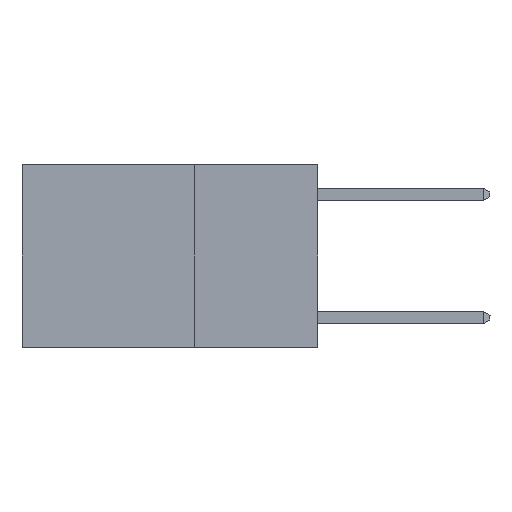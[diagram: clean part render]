
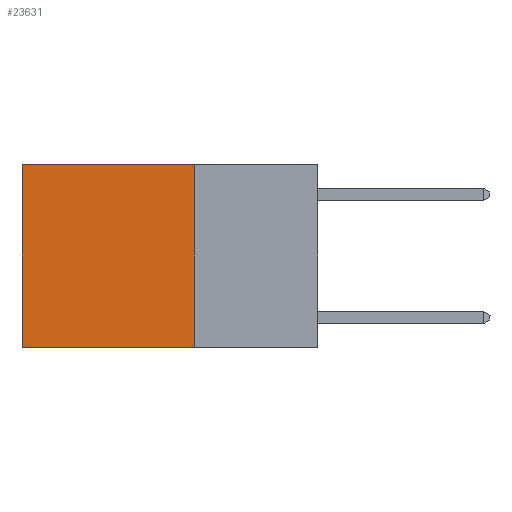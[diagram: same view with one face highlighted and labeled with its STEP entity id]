
A CAD part, left-side view. The second image highlights one B-rep face of the part: STEP entity #23631.
In plain terms, the highlighted planar face has unit normal (-1, 0, 0).
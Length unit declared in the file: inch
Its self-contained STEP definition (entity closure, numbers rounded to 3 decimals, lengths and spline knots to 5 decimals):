
#1516 = DIRECTION ( 'NONE',  ( 0., 0., -1. ) ) ;
#1772 = VECTOR ( 'NONE', #2563, 39.37008 ) ;
#2095 = EDGE_CURVE ( 'NONE', #11380, #14090, #17858, .T. ) ;
#2540 = LINE ( 'NONE', #24213, #1772 ) ;
#2563 = DIRECTION ( 'NONE',  ( 0., 0., -1. ) ) ;
#4420 = CARTESIAN_POINT ( 'NONE',  ( 0.2625, 0.25, 0. ) ) ;
#4603 = VECTOR ( 'NONE', #13084, 39.37008 ) ;
#5526 = AXIS2_PLACEMENT_3D ( 'NONE', #4420, #26051, #11665 ) ;
#7224 = LINE ( 'NONE', #13501, #19305 ) ;
#9963 = CARTESIAN_POINT ( 'NONE',  ( 0.2625, 0.25, -0.37 ) ) ;
#11380 = VERTEX_POINT ( 'NONE', #21542 ) ;
#11665 = DIRECTION ( 'NONE',  ( 0., 0., -1. ) ) ;
#13084 = DIRECTION ( 'NONE',  ( 0., 1., 0. ) ) ;
#13501 = CARTESIAN_POINT ( 'NONE',  ( 0.2625, 0.6, 0. ) ) ;
#14090 = VERTEX_POINT ( 'NONE', #26446 ) ;
#14162 = EDGE_CURVE ( 'NONE', #11380, #26620, #2540, .T. ) ;
#15054 = CARTESIAN_POINT ( 'NONE',  ( 0.2625, 0.6, -0.37 ) ) ;
#16644 = ORIENTED_EDGE ( 'NONE', *, *, #26995, .F. ) ;
#17858 = LINE ( 'NONE', #25145, #29763 ) ;
#19305 = VECTOR ( 'NONE', #1516, 39.37008 ) ;
#20894 = ORIENTED_EDGE ( 'NONE', *, *, #14162, .F. ) ;
#21542 = CARTESIAN_POINT ( 'NONE',  ( 0.2625, 0.25, 0. ) ) ;
#22747 = DIRECTION ( 'NONE',  ( 0., 1., 0. ) ) ;
#23236 = VERTEX_POINT ( 'NONE', #15054 ) ;
#23628 = ORIENTED_EDGE ( 'NONE', *, *, #2095, .T. ) ;
#23631 = ADVANCED_FACE ( 'NONE', ( #25812 ), #30704, .F. ) ;
#24213 = CARTESIAN_POINT ( 'NONE',  ( 0.2625, 0.25, 0. ) ) ;
#25145 = CARTESIAN_POINT ( 'NONE',  ( 0.2625, 0.25, 0. ) ) ;
#25682 = EDGE_LOOP ( 'NONE', ( #25842, #16644, #20894, #23628 ) ) ;
#25812 = FACE_OUTER_BOUND ( 'NONE', #25682, .T. ) ;
#25842 = ORIENTED_EDGE ( 'NONE', *, *, #27131, .T. ) ;
#26051 = DIRECTION ( 'NONE',  ( 1., 0., 0. ) ) ;
#26446 = CARTESIAN_POINT ( 'NONE',  ( 0.2625, 0.6, 0. ) ) ;
#26620 = VERTEX_POINT ( 'NONE', #9963 ) ;
#26995 = EDGE_CURVE ( 'NONE', #26620, #23236, #30091, .T. ) ;
#27131 = EDGE_CURVE ( 'NONE', #14090, #23236, #7224, .T. ) ;
#27491 = CARTESIAN_POINT ( 'NONE',  ( 0.2625, 0.25, -0.37 ) ) ;
#29763 = VECTOR ( 'NONE', #22747, 39.37008 ) ;
#30091 = LINE ( 'NONE', #27491, #4603 ) ;
#30704 = PLANE ( 'NONE',  #5526 ) ;
